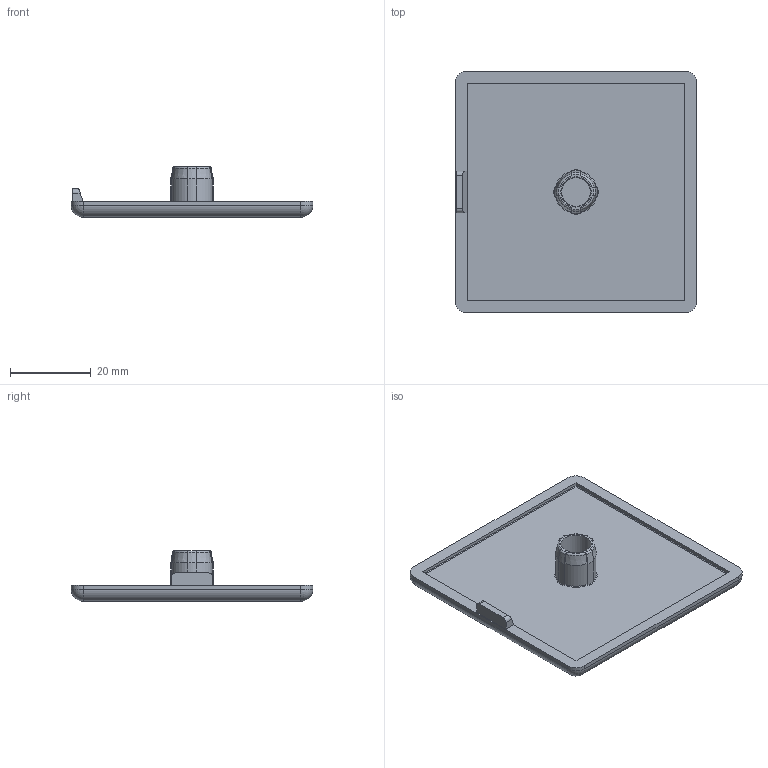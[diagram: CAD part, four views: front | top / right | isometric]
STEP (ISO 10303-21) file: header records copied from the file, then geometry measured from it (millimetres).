
FILE_DESCRIPTION(/* description */ (''),/* implementation_level */ '2;1');
FILE_NAME(/* name */ '226060B.stp',/* time_stamp */ '2020-01-03T11:23:38+01:00',/* author */ ('Spacek'),/* organization */ ('Alutec K&K'),/* preprocessor_version */ 'ST-DEVELOPER v17',/* originating_system */ 'Autodesk Inventor 2018',/* authorisation */ '');
FILE_SCHEMA (('AUTOMOTIVE_DESIGN { 1 0 10303 214 3 1 1 }'));
Length unit declared in the file: millimetre
Products named in the file (1): 226060B
Bounding box: 60 x 60 x 12.5 mm (x, y, z)
Volume: 11411.1 mm3; surface area: 8594.3 mm2
Topology: 1 solids, 1 shells, 86 faces, 215 edges, 130 vertices
Faces by surface type: cylinder 31, plane 26, torus 17, cone 8, sphere 4
Full cylindrical faces by diameter (mm): 7.5 x1
Entity records: 2821 total; most frequent: CARTESIAN_POINT 812, ORIENTED_EDGE 422, DIRECTION 408, EDGE_CURVE 211, AXIS2_PLACEMENT_3D 158, VERTEX_POINT 130, LINE 92, VECTOR 92
